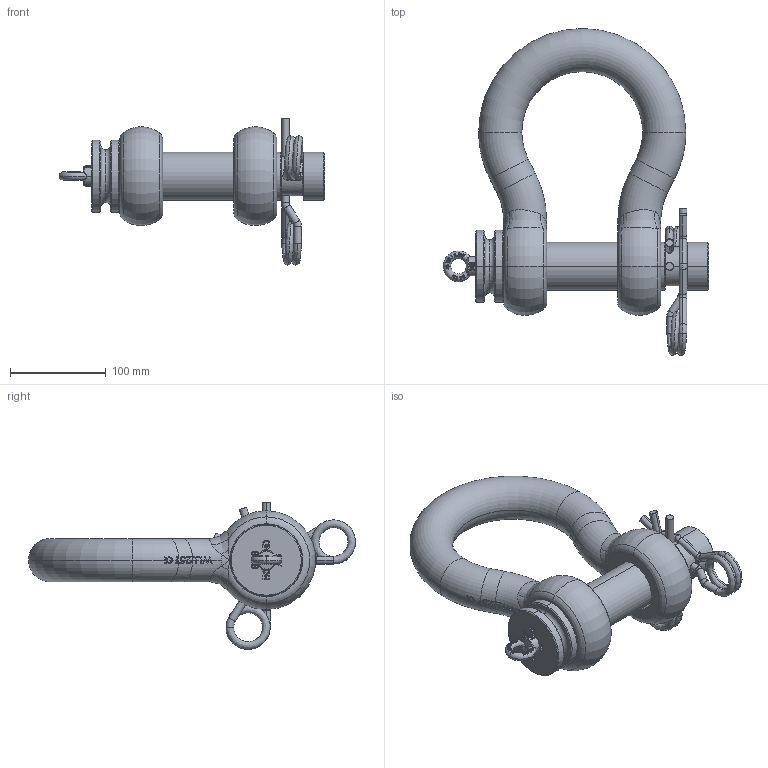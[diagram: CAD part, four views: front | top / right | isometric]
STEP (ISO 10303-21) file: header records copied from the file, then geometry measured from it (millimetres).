
FILE_DESCRIPTION (( 'STEP AP214' ), '1' );
FILE_NAME ('POGHMB45ROVRL.step', '2013-05-07T13:42:04', ( 'cad' ), ( '' ), 'SwSTEP 2.0', 'SolidWorks 2013', '' );
FILE_SCHEMA (( 'AUTOMOTIVE_DESIGN' ));
Length unit declared in the file: millimetre
Products named in the file (6): POGHMB45ROVRL; POZKMB50ROVRL; OHBVD08 Sluiting 45; OHOBZD008; 2352 dimensions GPZKMBxxROVRL Parametrische 42-83mm pin_POZKMB50ROVRL; ROV beugel 45mm_NGPZHDL45ROV
Assembly tree (6 placements, depth 3):
  POGHMB45ROVRL
    ROV beugel 45mm_NGPZHDL45ROV
    POZKMB50ROVRL
      2352 dimensions GPZKMBxxROVRL Parametrische 42-83mm pin_POZKMB50ROVRL
      OHOBZD008
      OHBVD08 Sluiting 45  x2
Bounding box: 277 x 340.98 x 152.98 mm (x, y, z)
Volume: 1753748.5 mm3; surface area: 202835.6 mm2
Topology: 5 solids, 5 shells, 1109 faces, 2981 edges, 1920 vertices
Faces by surface type: bspline 441, plane 393, torus 144, cylinder 113, cone 16, sphere 2
Entity records: 60625 total; most frequent: CARTESIAN_POINT 37689, ORIENTED_EDGE 5816, DIRECTION 3022, EDGE_CURVE 2908, VERTEX_POINT 1886, B_SPLINE_CURVE_WITH_KNOTS 1572, EDGE_LOOP 1140, FACE_OUTER_BOUND 1079
